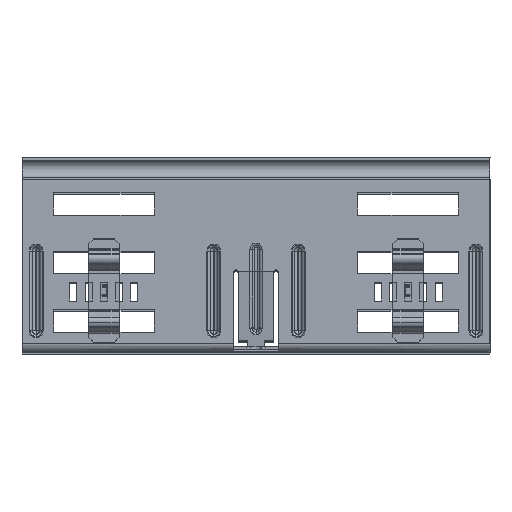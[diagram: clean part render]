
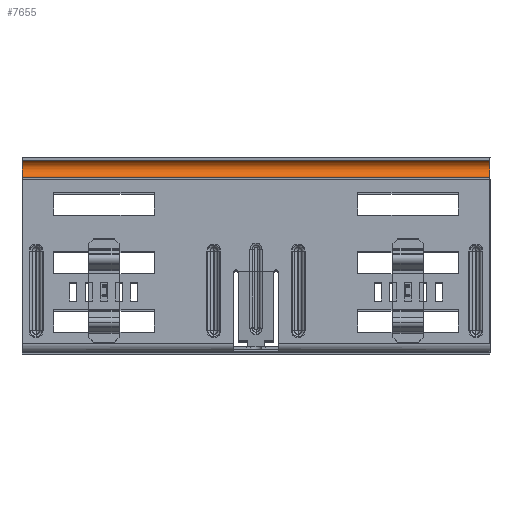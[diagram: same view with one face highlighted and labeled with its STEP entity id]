
A CAD part, top view. The second image highlights one B-rep face of the part: STEP entity #7655.
In plain terms, the highlighted cylindrical face has radius 3.7 mm (diameter 7.4 mm), a partial arc.
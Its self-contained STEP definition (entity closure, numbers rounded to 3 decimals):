
#513 = DIRECTION ( 'NONE',  ( 0., 1., 0. ) ) ;
#568 = EDGE_CURVE ( 'NONE', #9019, #4175, #6693, .T. ) ;
#573 = DIRECTION ( 'NONE',  ( 0., 0., 1. ) ) ;
#883 = VERTEX_POINT ( 'NONE', #18033 ) ;
#1299 = CARTESIAN_POINT ( 'NONE',  ( 4.75, 81.571, -100. ) ) ;
#1413 = FACE_OUTER_BOUND ( 'NONE', #16879, .T. ) ;
#1856 = VERTEX_POINT ( 'NONE', #3483 ) ;
#1916 = ORIENTED_EDGE ( 'NONE', *, *, #13856, .T. ) ;
#3334 = DIRECTION ( 'NONE',  ( 0., 0., -1. ) ) ;
#3483 = CARTESIAN_POINT ( 'NONE',  ( 4.75, 74.171, 100. ) ) ;
#4121 = DIRECTION ( 'NONE',  ( 0., 0., -1. ) ) ;
#4175 = VERTEX_POINT ( 'NONE', #1299 ) ;
#4187 = CARTESIAN_POINT ( 'NONE',  ( 4.75, 74.171, 100. ) ) ;
#5296 = ORIENTED_EDGE ( 'NONE', *, *, #568, .T. ) ;
#6693 = LINE ( 'NONE', #12267, #17489 ) ;
#7655 = ADVANCED_FACE ( 'NONE', ( #1413 ), #15524, .F. ) ;
#8104 = EDGE_CURVE ( 'NONE', #1856, #9019, #12626, .T. ) ;
#9003 = CARTESIAN_POINT ( 'NONE',  ( 4.75, 77.871, 100. ) ) ;
#9019 = VERTEX_POINT ( 'NONE', #15534 ) ;
#9542 = EDGE_CURVE ( 'NONE', #1856, #883, #14537, .T. ) ;
#9892 = ORIENTED_EDGE ( 'NONE', *, *, #9542, .F. ) ;
#10451 = DIRECTION ( 'NONE',  ( 0., -1., 0. ) ) ;
#10649 = ORIENTED_EDGE ( 'NONE', *, *, #8104, .T. ) ;
#12074 = DIRECTION ( 'NONE',  ( 0., 0., -1. ) ) ;
#12267 = CARTESIAN_POINT ( 'NONE',  ( 4.75, 81.571, 100. ) ) ;
#12570 = CARTESIAN_POINT ( 'NONE',  ( 4.75, 77.871, -100. ) ) ;
#12626 = CIRCLE ( 'NONE', #15104, 3.7 ) ;
#12702 = AXIS2_PLACEMENT_3D ( 'NONE', #12570, #4121, #13976 ) ;
#13197 = CARTESIAN_POINT ( 'NONE',  ( 4.75, 77.871, 200.417 ) ) ;
#13856 = EDGE_CURVE ( 'NONE', #4175, #883, #14323, .T. ) ;
#13976 = DIRECTION ( 'NONE',  ( 0., 1., 0. ) ) ;
#14040 = DIRECTION ( 'NONE',  ( 0., 0., -1. ) ) ;
#14098 = VECTOR ( 'NONE', #14040, 1000. ) ;
#14323 = CIRCLE ( 'NONE', #12702, 3.7 ) ;
#14537 = LINE ( 'NONE', #4187, #14098 ) ;
#15104 = AXIS2_PLACEMENT_3D ( 'NONE', #9003, #573, #10451 ) ;
#15524 = CYLINDRICAL_SURFACE ( 'NONE', #15572, 3.7 ) ;
#15534 = CARTESIAN_POINT ( 'NONE',  ( 4.75, 81.571, 100. ) ) ;
#15572 = AXIS2_PLACEMENT_3D ( 'NONE', #13197, #3334, #513 ) ;
#16879 = EDGE_LOOP ( 'NONE', ( #1916, #9892, #10649, #5296 ) ) ;
#17489 = VECTOR ( 'NONE', #12074, 1000. ) ;
#18033 = CARTESIAN_POINT ( 'NONE',  ( 4.75, 74.171, -100. ) ) ;
